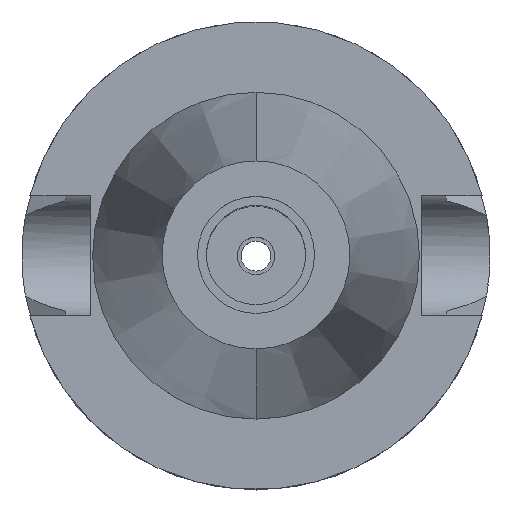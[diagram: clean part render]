
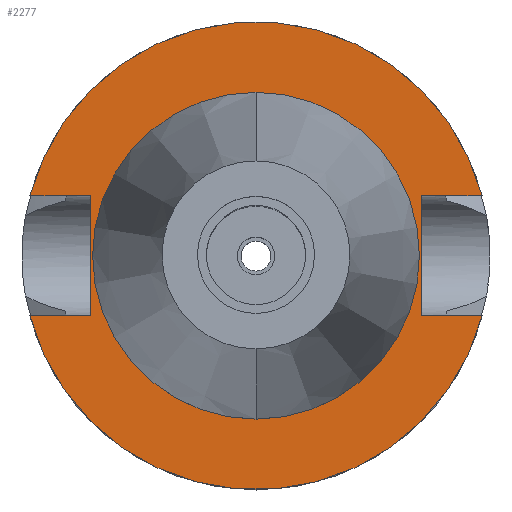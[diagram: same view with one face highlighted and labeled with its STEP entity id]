
A CAD part, top view. The second image highlights one B-rep face of the part: STEP entity #2277.
In plain terms, the highlighted planar face has unit normal (0, 0, 1).
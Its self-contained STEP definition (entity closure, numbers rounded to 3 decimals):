
#44 = DIRECTION ( 'NONE',  ( 1., 0., 0. ) ) ;
#80 = DIRECTION ( 'NONE',  ( -1., 0., 0. ) ) ;
#99 = CARTESIAN_POINT ( 'NONE',  ( 0., 34.925, -1.5 ) ) ;
#146 = EDGE_CURVE ( 'NONE', #2534, #1629, #2574, .T. ) ;
#175 = EDGE_CURVE ( 'NONE', #2939, #2851, #3014, .T. ) ;
#183 = CARTESIAN_POINT ( 'NONE',  ( 0., 0., -1.5 ) ) ;
#234 = ORIENTED_EDGE ( 'NONE', *, *, #2114, .F. ) ;
#269 = VERTEX_POINT ( 'NONE', #1454 ) ;
#416 = CIRCLE ( 'NONE', #2278, 50. ) ;
#448 = LINE ( 'NONE', #3181, #474 ) ;
#449 = VERTEX_POINT ( 'NONE', #2052 ) ;
#474 = VECTOR ( 'NONE', #1209, 1000. ) ;
#482 = CARTESIAN_POINT ( 'NONE',  ( -48.321, 12.85, -1.5 ) ) ;
#507 = CARTESIAN_POINT ( 'NONE',  ( 0., 0., -1.5 ) ) ;
#508 = ORIENTED_EDGE ( 'NONE', *, *, #1635, .F. ) ;
#553 = ORIENTED_EDGE ( 'NONE', *, *, #2129, .F. ) ;
#661 = FACE_BOUND ( 'NONE', #3059, .T. ) ;
#670 = EDGE_CURVE ( 'NONE', #3140, #2851, #703, .T. ) ;
#674 = DIRECTION ( 'NONE',  ( 0., -1., 0. ) ) ;
#682 = VERTEX_POINT ( 'NONE', #1595 ) ;
#703 = CIRCLE ( 'NONE', #1786, 50. ) ;
#706 = EDGE_CURVE ( 'NONE', #449, #269, #2886, .T. ) ;
#761 = EDGE_CURVE ( 'NONE', #449, #1977, #448, .T. ) ;
#800 = DIRECTION ( 'NONE',  ( 0., 1., 0. ) ) ;
#821 = CARTESIAN_POINT ( 'NONE',  ( -35.4, -12.85, -1.5 ) ) ;
#838 = DIRECTION ( 'NONE',  ( 0., 1., 0. ) ) ;
#849 = ORIENTED_EDGE ( 'NONE', *, *, #670, .F. ) ;
#859 = DIRECTION ( 'NONE',  ( 0., 0., -1. ) ) ;
#863 = ORIENTED_EDGE ( 'NONE', *, *, #175, .T. ) ;
#894 = CARTESIAN_POINT ( 'NONE',  ( 0., 0., -1.5 ) ) ;
#947 = VECTOR ( 'NONE', #44, 1000. ) ;
#1051 = CARTESIAN_POINT ( 'NONE',  ( -35.4, -12.85, -1.5 ) ) ;
#1209 = DIRECTION ( 'NONE',  ( 1., 0., 0. ) ) ;
#1268 = LINE ( 'NONE', #2251, #947 ) ;
#1272 = VECTOR ( 'NONE', #674, 1000. ) ;
#1354 = ORIENTED_EDGE ( 'NONE', *, *, #761, .T. ) ;
#1359 = CARTESIAN_POINT ( 'NONE',  ( 35.4, 12.85, -1.5 ) ) ;
#1360 = CIRCLE ( 'NONE', #2553, 34.925 ) ;
#1375 = CARTESIAN_POINT ( 'NONE',  ( 0., 0., -1.5 ) ) ;
#1405 = PLANE ( 'NONE',  #1508 ) ;
#1410 = CARTESIAN_POINT ( 'NONE',  ( -35.4, -12.85, -1.5 ) ) ;
#1454 = CARTESIAN_POINT ( 'NONE',  ( 35.4, -12.85, -1.5 ) ) ;
#1489 = DIRECTION ( 'NONE',  ( 0., 0., 1. ) ) ;
#1508 = AXIS2_PLACEMENT_3D ( 'NONE', #183, #2444, #2724 ) ;
#1546 = CARTESIAN_POINT ( 'NONE',  ( -48.321, -12.85, -1.5 ) ) ;
#1595 = CARTESIAN_POINT ( 'NONE',  ( -35.4, 12.85, -1.5 ) ) ;
#1628 = DIRECTION ( 'NONE',  ( 0., 0., -1. ) ) ;
#1629 = VERTEX_POINT ( 'NONE', #99 ) ;
#1635 = EDGE_CURVE ( 'NONE', #3082, #1977, #416, .T. ) ;
#1728 = LINE ( 'NONE', #2722, #3178 ) ;
#1743 = EDGE_CURVE ( 'NONE', #2939, #682, #2046, .T. ) ;
#1760 = DIRECTION ( 'NONE',  ( -1., 0., 0. ) ) ;
#1764 = CARTESIAN_POINT ( 'NONE',  ( 48.321, 12.85, -1.5 ) ) ;
#1775 = ORIENTED_EDGE ( 'NONE', *, *, #1743, .F. ) ;
#1786 = AXIS2_PLACEMENT_3D ( 'NONE', #1375, #859, #2846 ) ;
#1893 = CARTESIAN_POINT ( 'NONE',  ( 48.321, -12.85, -1.5 ) ) ;
#1925 = DIRECTION ( 'NONE',  ( 0., 1., 0. ) ) ;
#1977 = VERTEX_POINT ( 'NONE', #1764 ) ;
#1989 = CARTESIAN_POINT ( 'NONE',  ( 0., -34.925, -1.5 ) ) ;
#2046 = LINE ( 'NONE', #821, #2430 ) ;
#2052 = CARTESIAN_POINT ( 'NONE',  ( 35.4, 12.85, -1.5 ) ) ;
#2070 = CARTESIAN_POINT ( 'NONE',  ( 0., 0., -1.5 ) ) ;
#2114 = EDGE_CURVE ( 'NONE', #1629, #2534, #1360, .T. ) ;
#2127 = FACE_OUTER_BOUND ( 'NONE', #2282, .T. ) ;
#2129 = EDGE_CURVE ( 'NONE', #269, #3140, #1268, .T. ) ;
#2251 = CARTESIAN_POINT ( 'NONE',  ( 35.4, -12.85, -1.5 ) ) ;
#2277 = ADVANCED_FACE ( 'NONE', ( #2127, #661 ), #1405, .F. ) ;
#2278 = AXIS2_PLACEMENT_3D ( 'NONE', #894, #1628, #838 ) ;
#2282 = EDGE_LOOP ( 'NONE', ( #863, #849, #553, #2350, #1354, #508, #3036, #1775 ) ) ;
#2350 = ORIENTED_EDGE ( 'NONE', *, *, #706, .F. ) ;
#2430 = VECTOR ( 'NONE', #1925, 1000. ) ;
#2444 = DIRECTION ( 'NONE',  ( 0., 0., -1. ) ) ;
#2467 = DIRECTION ( 'NONE',  ( 0., -1., 0. ) ) ;
#2534 = VERTEX_POINT ( 'NONE', #1989 ) ;
#2537 = VECTOR ( 'NONE', #80, 1000. ) ;
#2553 = AXIS2_PLACEMENT_3D ( 'NONE', #2070, #3013, #800 ) ;
#2574 = CIRCLE ( 'NONE', #2985, 34.925 ) ;
#2634 = EDGE_CURVE ( 'NONE', #682, #3082, #1728, .T. ) ;
#2722 = CARTESIAN_POINT ( 'NONE',  ( -35.4, 12.85, -1.5 ) ) ;
#2724 = DIRECTION ( 'NONE',  ( 0., -1., 0. ) ) ;
#2846 = DIRECTION ( 'NONE',  ( 0., -1., 0. ) ) ;
#2851 = VERTEX_POINT ( 'NONE', #1546 ) ;
#2886 = LINE ( 'NONE', #1359, #1272 ) ;
#2911 = ORIENTED_EDGE ( 'NONE', *, *, #146, .F. ) ;
#2939 = VERTEX_POINT ( 'NONE', #1410 ) ;
#2985 = AXIS2_PLACEMENT_3D ( 'NONE', #507, #1489, #2467 ) ;
#3013 = DIRECTION ( 'NONE',  ( 0., 0., 1. ) ) ;
#3014 = LINE ( 'NONE', #1051, #2537 ) ;
#3036 = ORIENTED_EDGE ( 'NONE', *, *, #2634, .F. ) ;
#3059 = EDGE_LOOP ( 'NONE', ( #234, #2911 ) ) ;
#3082 = VERTEX_POINT ( 'NONE', #482 ) ;
#3140 = VERTEX_POINT ( 'NONE', #1893 ) ;
#3178 = VECTOR ( 'NONE', #1760, 1000. ) ;
#3181 = CARTESIAN_POINT ( 'NONE',  ( 35.4, 12.85, -1.5 ) ) ;
